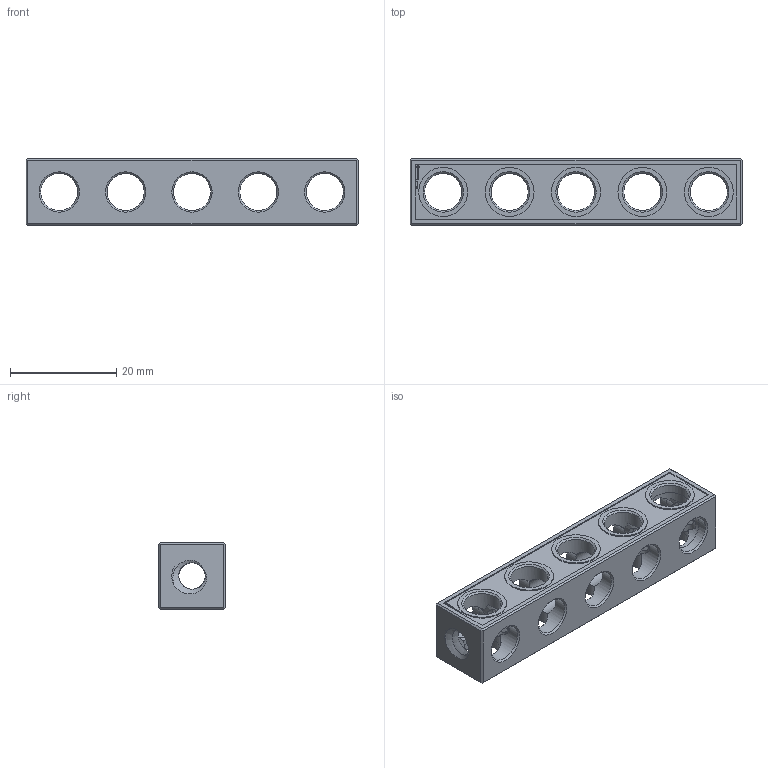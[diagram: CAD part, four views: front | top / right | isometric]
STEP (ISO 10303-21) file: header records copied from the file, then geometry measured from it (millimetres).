
FILE_DESCRIPTION(('FreeCAD Model'),'2;1');
FILE_NAME('Open CASCADE Shape Model','2021-07-01T09:30:51',( 'Paulo Kiefe'),('STEMFIE.org'),'Open CASCADE STEP processor 7.4', 'FreeCAD','Unknown');
FILE_SCHEMA(('AUTOMOTIVE_DESIGN { 1 0 10303 214 1 1 1 1 }'));
Products named in the file (1): Beam_STR_ESS_ERHRH_DE_BU05x01x01_-_SPN-BEM-0804_(stemfie.org)
Bounding box: 62.5 x 12.5 x 12.5 mm (x, y, z)
Volume: 5007.5 mm3; surface area: 4930.3 mm2
Topology: 1 solids, 1 shells, 553 faces, 1608 edges, 1078 vertices
Faces by surface type: plane 348, extrusion 116, bspline 36, cylinder 33, cone 20
Full cylindrical faces by diameter (mm): 7 x28, 9.2 x5
Entity records: 84584 total; most frequent: CARTESIAN_POINT 54551, DIRECTION 4679, VECTOR 3552, LINE 3436, ORIENTED_EDGE 3216, PCURVE 3216, DEFINITIONAL_REPRESENTATION 3216, EDGE_CURVE 1608
